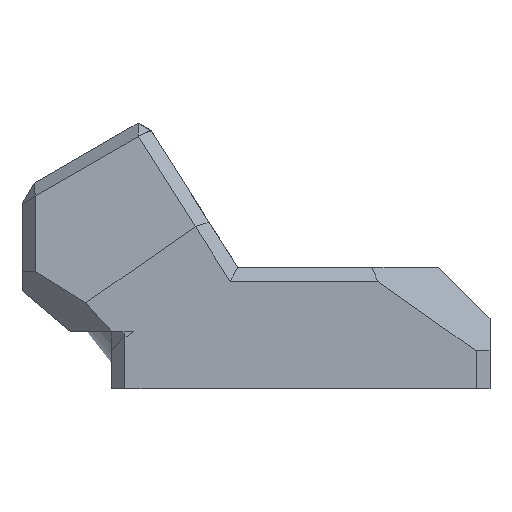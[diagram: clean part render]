
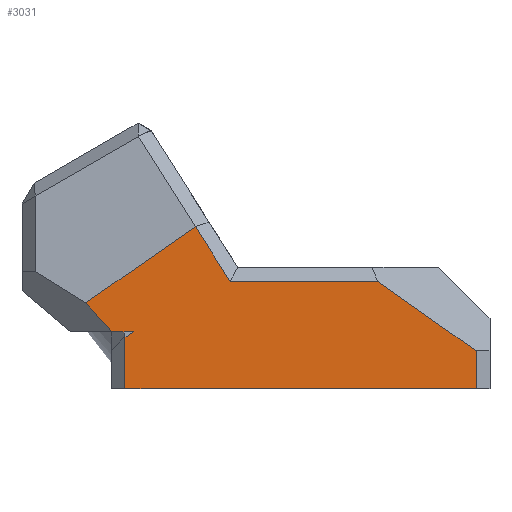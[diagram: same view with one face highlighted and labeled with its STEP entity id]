
A CAD part, front view. The second image highlights one B-rep face of the part: STEP entity #3031.
In plain terms, the highlighted planar face has unit normal (0, -1, 0).
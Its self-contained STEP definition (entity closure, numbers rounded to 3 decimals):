
#220=FACE_OUTER_BOUND('',#397,.T.);
#397=EDGE_LOOP('',(#1982,#1983,#1984,#1985,#1986,#1987,#1988,#1989,#1990,
#1991));
#593=LINE('',#4471,#903);
#596=LINE('',#4477,#906);
#597=LINE('',#4479,#907);
#598=LINE('',#4481,#908);
#599=LINE('',#4483,#909);
#600=LINE('',#4485,#910);
#601=LINE('',#4487,#911);
#602=LINE('',#4489,#912);
#603=LINE('',#4491,#913);
#604=LINE('',#4492,#914);
#903=VECTOR('',#3545,10.);
#906=VECTOR('',#3550,10.);
#907=VECTOR('',#3551,10.);
#908=VECTOR('',#3552,10.);
#909=VECTOR('',#3553,10.);
#910=VECTOR('',#3554,10.);
#911=VECTOR('',#3555,10.);
#912=VECTOR('',#3556,10.);
#913=VECTOR('',#3557,10.);
#914=VECTOR('',#3558,10.);
#1211=VERTEX_POINT('',#4468);
#1212=VERTEX_POINT('',#4470);
#1214=VERTEX_POINT('',#4476);
#1215=VERTEX_POINT('',#4478);
#1216=VERTEX_POINT('',#4480);
#1217=VERTEX_POINT('',#4482);
#1218=VERTEX_POINT('',#4484);
#1219=VERTEX_POINT('',#4486);
#1220=VERTEX_POINT('',#4488);
#1221=VERTEX_POINT('',#4490);
#1515=EDGE_CURVE('',#1211,#1212,#593,.T.);
#1518=EDGE_CURVE('',#1214,#1211,#596,.T.);
#1519=EDGE_CURVE('',#1214,#1215,#597,.T.);
#1520=EDGE_CURVE('',#1216,#1215,#598,.T.);
#1521=EDGE_CURVE('',#1217,#1216,#599,.T.);
#1522=EDGE_CURVE('',#1218,#1217,#600,.T.);
#1523=EDGE_CURVE('',#1219,#1218,#601,.T.);
#1524=EDGE_CURVE('',#1220,#1219,#602,.T.);
#1525=EDGE_CURVE('',#1221,#1220,#603,.T.);
#1526=EDGE_CURVE('',#1221,#1212,#604,.T.);
#1982=ORIENTED_EDGE('',*,*,#1515,.F.);
#1983=ORIENTED_EDGE('',*,*,#1518,.F.);
#1984=ORIENTED_EDGE('',*,*,#1519,.T.);
#1985=ORIENTED_EDGE('',*,*,#1520,.F.);
#1986=ORIENTED_EDGE('',*,*,#1521,.F.);
#1987=ORIENTED_EDGE('',*,*,#1522,.F.);
#1988=ORIENTED_EDGE('',*,*,#1523,.F.);
#1989=ORIENTED_EDGE('',*,*,#1524,.F.);
#1990=ORIENTED_EDGE('',*,*,#1525,.F.);
#1991=ORIENTED_EDGE('',*,*,#1526,.T.);
#2891=PLANE('',#3226);
#3031=ADVANCED_FACE('',(#220),#2891,.T.);
#3226=AXIS2_PLACEMENT_3D('',#4475,#3548,#3549);
#3545=DIRECTION('',(-0.669,0.,0.744));
#3548=DIRECTION('center_axis',(0.,-1.,0.));
#3549=DIRECTION('ref_axis',(1.,0.,0.));
#3550=DIRECTION('',(-1.,0.,0.));
#3551=DIRECTION('',(-0.821,0.,-0.57));
#3552=DIRECTION('',(0.,0.,1.));
#3553=DIRECTION('',(-1.,0.,0.));
#3554=DIRECTION('',(0.,0.,-1.));
#3555=DIRECTION('',(0.816,0.,-0.577));
#3556=DIRECTION('',(1.,0.,0.));
#3557=DIRECTION('',(0.535,0.,-0.845));
#3558=DIRECTION('',(-0.821,0.,-0.57));
#4468=CARTESIAN_POINT('',(-16.757,-12.763,-7.897));
#4470=CARTESIAN_POINT('',(-18.628,-12.763,-5.815));
#4471=CARTESIAN_POINT('',(-18.804,-12.763,-5.62));
#4475=CARTESIAN_POINT('Origin',(-22.881,-12.763,-11.997));
#4476=CARTESIAN_POINT('',(-15.227,-12.763,-7.897));
#4477=CARTESIAN_POINT('',(-16.24,-12.763,-7.897));
#4478=CARTESIAN_POINT('',(-15.812,-12.763,-8.303));
#4479=CARTESIAN_POINT('',(-9.181,-12.763,-3.699));
#4480=CARTESIAN_POINT('',(-15.812,-12.763,-11.997));
#4481=CARTESIAN_POINT('',(-15.812,-12.763,-11.997));
#4482=CARTESIAN_POINT('',(9.413,-12.763,-11.997));
#4483=CARTESIAN_POINT('',(-9.84,-12.763,-11.997));
#4484=CARTESIAN_POINT('',(9.413,-12.763,-9.265));
#4485=CARTESIAN_POINT('',(9.413,-12.763,-11.997));
#4486=CARTESIAN_POINT('',(2.342,-12.763,-4.265));
#4487=CARTESIAN_POINT('',(-1.959,-12.763,-1.224));
#4488=CARTESIAN_POINT('',(-8.261,-12.763,-4.265));
#4489=CARTESIAN_POINT('',(-12.639,-12.763,-4.265));
#4490=CARTESIAN_POINT('',(-10.747,-12.763,-0.343));
#4491=CARTESIAN_POINT('',(-9.52,-12.763,-2.279));
#4492=CARTESIAN_POINT('',(-15.581,-12.763,-3.699));
